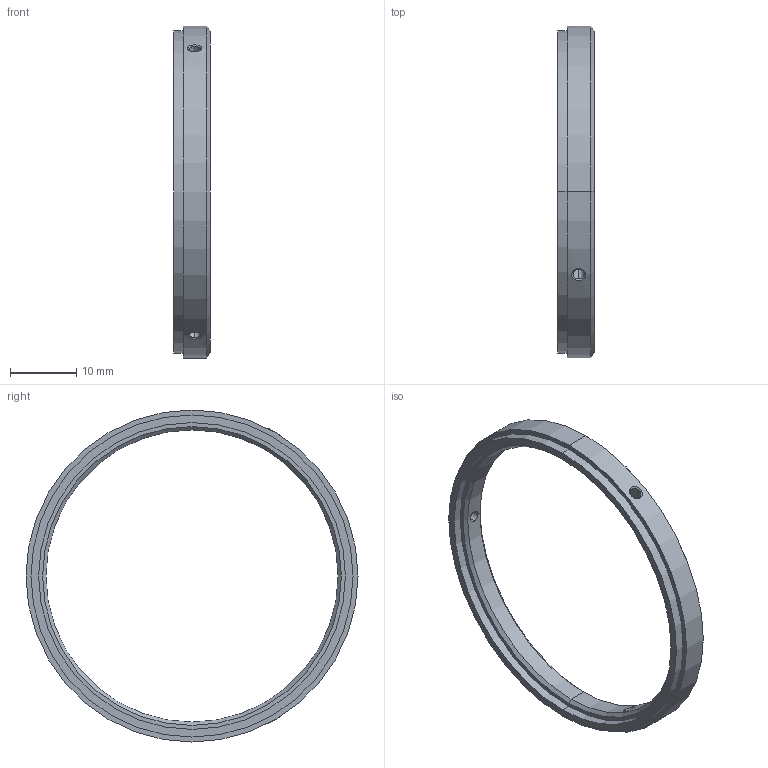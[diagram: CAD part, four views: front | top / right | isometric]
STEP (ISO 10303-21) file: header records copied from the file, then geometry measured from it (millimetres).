
FILE_DESCRIPTION (( 'STEP AP214' ), '1' );
FILE_NAME ('ÊÐÏÃ.711362.015 - Êîëüöî ðåçüáîâîå.STEP', '2024-11-18T14:41:09', ( '' ), ( '' ), 'SwSTEP 2.0', 'SolidWorks 2023', '' );
FILE_SCHEMA (( 'AUTOMOTIVE_DESIGN' ));
Length unit declared in the file: millimetre
Products named in the file (1): КРПГ.711362.015 - Кольцо резьбовое
Bounding box: 5.5 x 50 x 50 mm (x, y, z)
Volume: 1819.9 mm3; surface area: 2414.5 mm2
Topology: 1 solids, 1 shells, 33 faces, 72 edges, 44 vertices
Faces by surface type: cylinder 16, bspline 6, cone 6, plane 5
Entity records: 4197 total; most frequent: CARTESIAN_POINT 3390, ORIENTED_EDGE 144, DIRECTION 130, EDGE_CURVE 72, AXIS2_PLACEMENT_3D 54, VERTEX_POINT 44, EDGE_LOOP 44, FACE_OUTER_BOUND 33
